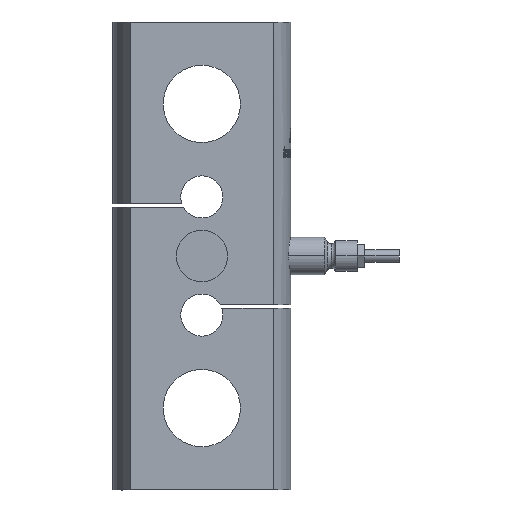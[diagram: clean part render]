
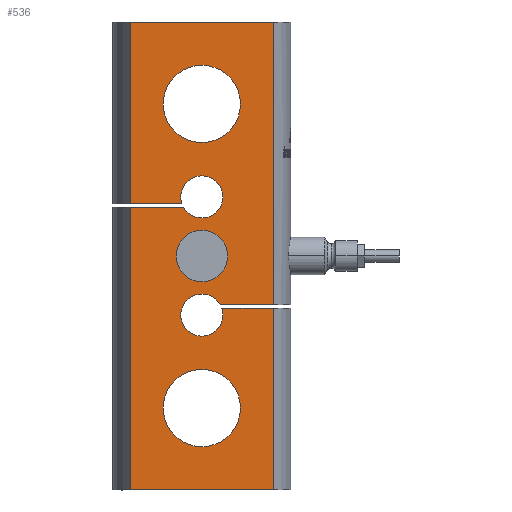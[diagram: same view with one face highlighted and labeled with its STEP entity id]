
A CAD part, left-side view. The second image highlights one B-rep face of the part: STEP entity #536.
In plain terms, the highlighted planar face has unit normal (-1, 0, 0).
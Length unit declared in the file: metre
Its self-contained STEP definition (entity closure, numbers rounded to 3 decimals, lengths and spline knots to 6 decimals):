
#536=ADVANCED_FACE('0:6458',(#1159,#1160,#1161,#1162),#1163,.T.);
#1159=FACE_OUTER_BOUND('',#3241,.T.);
#1160=FACE_BOUND('',#3242,.T.);
#1161=FACE_BOUND('',#3243,.T.);
#1162=FACE_BOUND('',#3244,.T.);
#1163=PLANE('',#3245);
#3241=EDGE_LOOP('',(#5181,#5182,#5183,#5184,#5185,#5186,#5187,#5188,#5189,#5190,#5191,#5192,#5193,#5194,#5195,#5196));
#3242=EDGE_LOOP('',(#5197,#5198));
#3243=EDGE_LOOP('',(#5199,#5200));
#3244=EDGE_LOOP('',(#5201,#5202));
#3245=AXIS2_PLACEMENT_3D('',#5203,#5204,#5205);
#5181=ORIENTED_EDGE('',*,*,#6389,.T.);
#5182=ORIENTED_EDGE('',*,*,#6652,.T.);
#5183=ORIENTED_EDGE('',*,*,#6489,.T.);
#5184=ORIENTED_EDGE('',*,*,#6130,.F.);
#5185=ORIENTED_EDGE('',*,*,#6037,.T.);
#5186=ORIENTED_EDGE('',*,*,#6434,.T.);
#5187=ORIENTED_EDGE('',*,*,#6450,.T.);
#5188=ORIENTED_EDGE('',*,*,#6653,.T.);
#5189=ORIENTED_EDGE('',*,*,#6654,.T.);
#5190=ORIENTED_EDGE('',*,*,#6655,.F.);
#5191=ORIENTED_EDGE('',*,*,#6456,.T.);
#5192=ORIENTED_EDGE('',*,*,#6656,.T.);
#5193=ORIENTED_EDGE('',*,*,#6657,.T.);
#5194=ORIENTED_EDGE('',*,*,#6658,.T.);
#5195=ORIENTED_EDGE('',*,*,#6228,.T.);
#5196=ORIENTED_EDGE('',*,*,#6431,.T.);
#5197=ORIENTED_EDGE('',*,*,#6358,.F.);
#5198=ORIENTED_EDGE('',*,*,#6535,.F.);
#5199=ORIENTED_EDGE('',*,*,#6411,.F.);
#5200=ORIENTED_EDGE('',*,*,#6044,.F.);
#5201=ORIENTED_EDGE('',*,*,#6146,.F.);
#5202=ORIENTED_EDGE('',*,*,#6659,.F.);
#5203=CARTESIAN_POINT('',(-0.004,-0.0215,-0.025));
#5204=DIRECTION('',(-1.0,0.,0.));
#5205=DIRECTION('',(0.,-1.0,0.));
#6037=EDGE_CURVE('0:8015',#6880,#6881,#6882,.T.);
#6044=EDGE_CURVE('',#6891,#6894,#6895,.T.);
#6130=EDGE_CURVE('0:6614',#6880,#7043,#7044,.T.);
#6146=EDGE_CURVE('0:6629',#7070,#7065,#7072,.T.);
#6228=EDGE_CURVE('',#7210,#7208,#7211,.T.);
#6358=EDGE_CURVE('0:6578',#7425,#7421,#7427,.T.);
#6389=EDGE_CURVE('0:8009',#7474,#7475,#7476,.T.);
#6411=EDGE_CURVE('0:6647',#6894,#6891,#7507,.T.);
#6431=EDGE_CURVE('',#7208,#7474,#7535,.T.);
#6434=EDGE_CURVE('0:6641',#6881,#7538,#7540,.T.);
#6450=EDGE_CURVE('',#7538,#7562,#7564,.T.);
#6456=EDGE_CURVE('0:8021',#7575,#7573,#7576,.T.);
#6489=EDGE_CURVE('0:8012',#7623,#7043,#7624,.T.);
#6535=EDGE_CURVE('',#7421,#7425,#7691,.T.);
#6652=EDGE_CURVE('0:6602',#7475,#7623,#7855,.T.);
#6653=EDGE_CURVE('',#7562,#7856,#7857,.T.);
#6654=EDGE_CURVE('0:8018',#7856,#7858,#7859,.T.);
#6655=EDGE_CURVE('0:6875',#7575,#7858,#7860,.T.);
#6656=EDGE_CURVE('0:6590',#7573,#7861,#7862,.T.);
#6657=EDGE_CURVE('0:8024',#7861,#7863,#7864,.T.);
#6658=EDGE_CURVE('0:6623',#7863,#7210,#7865,.T.);
#6659=EDGE_CURVE('',#7065,#7070,#7866,.T.);
#6880=VERTEX_POINT('',#8130);
#6881=VERTEX_POINT('',#8131);
#6882=LINE('',#8132,#8133);
#6891=VERTEX_POINT('',#8144);
#6894=VERTEX_POINT('',#8148);
#6895=CIRCLE('',#8149,0.0165);
#7043=VERTEX_POINT('',#8432);
#7044=LINE('',#8433,#8434);
#7065=VERTEX_POINT('',#8503);
#7070=VERTEX_POINT('',#8509);
#7072=CIRCLE('',#8512,0.0165);
#7208=VERTEX_POINT('',#8860);
#7210=VERTEX_POINT('',#8863);
#7211=CIRCLE('',#8864,0.009);
#7421=VERTEX_POINT('',#9464);
#7425=VERTEX_POINT('',#9469);
#7427=CIRCLE('',#9472,0.011);
#7474=VERTEX_POINT('',#9562);
#7475=VERTEX_POINT('',#9563);
#7476=LINE('',#9564,#9565);
#7507=CIRCLE('',#9630,0.0165);
#7535=CIRCLE('',#9734,0.009);
#7538=VERTEX_POINT('',#9737);
#7540=CIRCLE('',#9740,0.009);
#7562=VERTEX_POINT('',#9811);
#7564=CIRCLE('',#9814,0.009);
#7573=VERTEX_POINT('',#9824);
#7575=VERTEX_POINT('',#9826);
#7576=LINE('',#9827,#9828);
#7623=VERTEX_POINT('',#9890);
#7624=LINE('',#9891,#9892);
#7691=CIRCLE('',#10182,0.011);
#7855=LINE('',#10693,#10694);
#7856=VERTEX_POINT('',#10695);
#7857=CIRCLE('',#10696,0.009);
#7858=VERTEX_POINT('',#10697);
#7859=LINE('',#10698,#10699);
#7860=LINE('',#10700,#10701);
#7861=VERTEX_POINT('',#10702);
#7862=LINE('',#10703,#10704);
#7863=VERTEX_POINT('',#10705);
#7864=LINE('',#10706,#10707);
#7865=CIRCLE('',#10708,0.009);
#7866=CIRCLE('',#10709,0.0165);
#8130=CARTESIAN_POINT('',(-0.004,-0.052123,-0.14725));
#8131=CARTESIAN_POINT('',(-0.004,-0.029985,-0.14725));
#8132=CARTESIAN_POINT('',(-0.004,-0.031277,-0.14725));
#8133=VECTOR('',#11314,0.000001);
#8144=CARTESIAN_POINT('',(-0.004,-0.038,-0.19));
#8148=CARTESIAN_POINT('',(-0.004,-0.005,-0.19));
#8149=AXIS2_PLACEMENT_3D('',#11324,#11325,#11326);
#8432=CARTESIAN_POINT('',(-0.004,-0.052123,-0.225));
#8433=CARTESIAN_POINT('',(-0.004,-0.052123,-0.025));
#8434=VECTOR('',#11450,0.000001);
#8503=CARTESIAN_POINT('',(-0.004,-0.038,-0.06));
#8509=CARTESIAN_POINT('',(-0.004,-0.005,-0.06));
#8512=AXIS2_PLACEMENT_3D('',#11469,#11470,#11471);
#8860=CARTESIAN_POINT('',(-0.004,-0.0305,-0.09975));
#8863=CARTESIAN_POINT('',(-0.004,-0.0125,-0.09975));
#8864=AXIS2_PLACEMENT_3D('',#11573,#11574,#11575);
#9464=CARTESIAN_POINT('',(-0.004,-0.0105,-0.125));
#9469=CARTESIAN_POINT('',(-0.004,-0.0325,-0.125));
#9472=AXIS2_PLACEMENT_3D('',#11740,#11741,#11742);
#9562=CARTESIAN_POINT('',(-0.004,-0.013706,-0.10425));
#9563=CARTESIAN_POINT('',(-0.004,0.009123,-0.10425));
#9564=CARTESIAN_POINT('',(-0.004,-0.011896,-0.10425));
#9565=VECTOR('',#11782,0.000001);
#9630=AXIS2_PLACEMENT_3D('',#11804,#11805,#11806);
#9734=AXIS2_PLACEMENT_3D('',#11827,#11828,#11829);
#9737=CARTESIAN_POINT('',(-0.004,-0.0305,-0.15025));
#9740=AXIS2_PLACEMENT_3D('',#11831,#11832,#11833);
#9811=CARTESIAN_POINT('',(-0.004,-0.0125,-0.15025));
#9814=AXIS2_PLACEMENT_3D('',#11855,#11856,#11857);
#9824=CARTESIAN_POINT('',(-0.004,0.009123,-0.025));
#9826=CARTESIAN_POINT('',(-0.004,-0.052123,-0.025));
#9827=CARTESIAN_POINT('',(-0.004,-0.052123,-0.025));
#9828=VECTOR('',#11868,0.000001);
#9890=CARTESIAN_POINT('',(-0.004,0.009123,-0.225));
#9891=CARTESIAN_POINT('',(-0.004,-0.052123,-0.225));
#9892=VECTOR('',#11918,0.000001);
#10182=AXIS2_PLACEMENT_3D('',#11961,#11962,#11963);
#10693=CARTESIAN_POINT('',(-0.004,0.009123,-0.025));
#10694=VECTOR('',#12073,0.000001);
#10695=CARTESIAN_POINT('',(-0.004,-0.029294,-0.14575));
#10696=AXIS2_PLACEMENT_3D('',#12074,#12075,#12076);
#10697=CARTESIAN_POINT('',(-0.004,-0.052123,-0.14575));
#10698=CARTESIAN_POINT('',(-0.004,-0.031104,-0.14575));
#10699=VECTOR('',#12077,0.000001);
#10700=CARTESIAN_POINT('',(-0.004,-0.052123,-0.025));
#10701=VECTOR('',#12078,0.000001);
#10702=CARTESIAN_POINT('',(-0.004,0.009123,-0.10275));
#10703=CARTESIAN_POINT('',(-0.004,0.009123,-0.025));
#10704=VECTOR('',#12079,0.000001);
#10705=CARTESIAN_POINT('',(-0.004,-0.013015,-0.10275));
#10706=CARTESIAN_POINT('',(-0.004,-0.011723,-0.10275));
#10707=VECTOR('',#12080,0.000001);
#10708=AXIS2_PLACEMENT_3D('',#12081,#12082,#12083);
#10709=AXIS2_PLACEMENT_3D('',#12084,#12085,#12086);
#11314=DIRECTION('',(0.,1.0,0.));
#11324=CARTESIAN_POINT('',(-0.004,-0.0215,-0.19));
#11325=DIRECTION('',(-1.0,0.,0.));
#11326=DIRECTION('',(0.,-1.0,0.));
#11450=DIRECTION('',(0.,0.,-1.0));
#11469=CARTESIAN_POINT('',(-0.004,-0.0215,-0.06));
#11470=DIRECTION('',(-1.0,0.,0.));
#11471=DIRECTION('',(0.,-1.0,0.));
#11573=CARTESIAN_POINT('',(-0.004,-0.0215,-0.09975));
#11574=DIRECTION('',(1.0,0.,0.));
#11575=DIRECTION('',(0.,-1.0,0.));
#11740=CARTESIAN_POINT('',(-0.004,-0.0215,-0.125));
#11741=DIRECTION('',(-1.0,0.,0.));
#11742=DIRECTION('',(0.,1.0,0.));
#11782=DIRECTION('',(0.,1.0,0.));
#11804=CARTESIAN_POINT('',(-0.004,-0.0215,-0.19));
#11805=DIRECTION('',(-1.0,0.,0.));
#11806=DIRECTION('',(0.,-1.0,0.));
#11827=CARTESIAN_POINT('',(-0.004,-0.0215,-0.09975));
#11828=DIRECTION('',(1.0,0.,0.));
#11829=DIRECTION('',(0.,-1.0,0.));
#11831=CARTESIAN_POINT('',(-0.004,-0.0215,-0.15025));
#11832=DIRECTION('',(1.0,0.,0.));
#11833=DIRECTION('',(0.,-1.0,0.));
#11855=CARTESIAN_POINT('',(-0.004,-0.0215,-0.15025));
#11856=DIRECTION('',(1.0,0.,0.));
#11857=DIRECTION('',(0.,-1.0,0.));
#11868=DIRECTION('',(0.,1.0,0.));
#11918=DIRECTION('',(0.,-1.0,0.));
#11961=CARTESIAN_POINT('',(-0.004,-0.0215,-0.125));
#11962=DIRECTION('',(-1.0,0.,0.));
#11963=DIRECTION('',(0.,1.0,0.));
#12073=DIRECTION('',(0.,0.,-1.0));
#12074=CARTESIAN_POINT('',(-0.004,-0.0215,-0.15025));
#12075=DIRECTION('',(1.0,0.,0.));
#12076=DIRECTION('',(0.,-1.0,0.));
#12077=DIRECTION('',(0.,-1.0,0.));
#12078=DIRECTION('',(0.,0.,-1.0));
#12079=DIRECTION('',(0.,0.,-1.0));
#12080=DIRECTION('',(0.,-1.0,0.));
#12081=CARTESIAN_POINT('',(-0.004,-0.0215,-0.09975));
#12082=DIRECTION('',(1.0,0.,0.));
#12083=DIRECTION('',(0.,-1.0,0.));
#12084=CARTESIAN_POINT('',(-0.004,-0.0215,-0.06));
#12085=DIRECTION('',(-1.0,0.,0.));
#12086=DIRECTION('',(0.,-1.0,0.));
